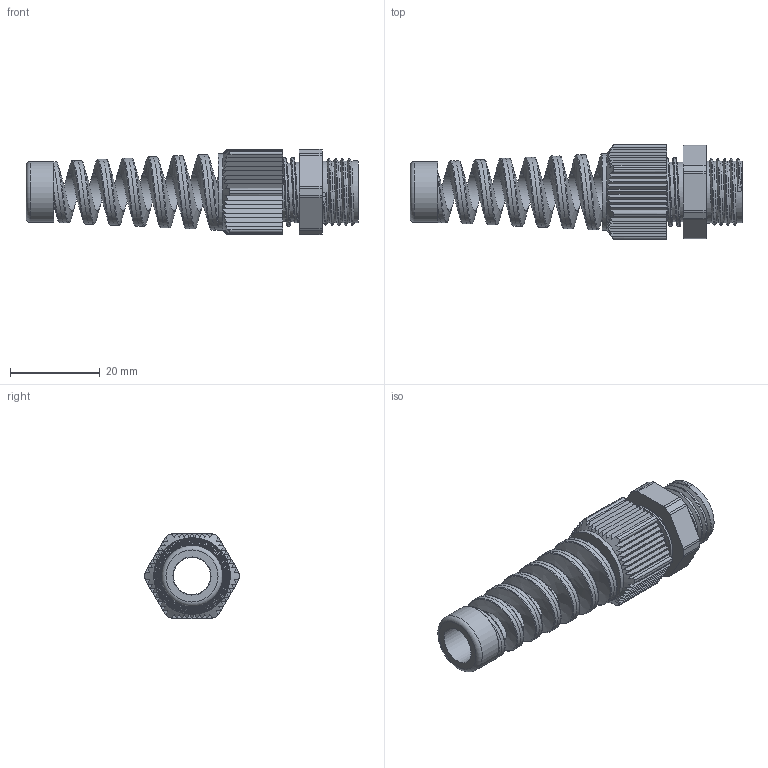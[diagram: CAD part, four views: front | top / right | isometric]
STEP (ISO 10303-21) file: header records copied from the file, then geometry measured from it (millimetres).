
FILE_DESCRIPTION(/* description */ ('Euro-Top-BS PG9'),/* implementation_level */ '2;1');
FILE_NAME(/* name */ '12380409-RST.stp',/* time_stamp */ '2022-01-31T13:54:46+01:00',/* author */ ('sl'),/* organization */ (''),/* preprocessor_version */ 'ST-DEVELOPER v16.5',/* originating_system */ 'Autodesk Inventor 2017',/* authorisation */ '');
FILE_SCHEMA (('AUTOMOTIVE_DESIGN { 1 0 10303 214 3 1 1 }'));
Length unit declared in the file: millimetre
Products named in the file (7): 12380409; 12380409_1; 12380409_2; 12380409_3; 12380409_4; 12380409_5; 11380409
Assembly tree (6 placements, depth 3):
  12380409
    12380409_1
    12380409_2
      12380409_3
      12380409_4
      12380409_5
    11380409
Bounding box: 74 x 21.06 x 19 mm (x, y, z)
Volume: 7704.6 mm3; surface area: 11110.5 mm2
Topology: 6 solids, 6 shells, 382 faces, 1017 edges, 650 vertices
Faces by surface type: plane 197, cylinder 113, bspline 44, torus 19, cone 9
Full cylindrical faces by diameter (mm): 8.3 x1, 8.5 x2, 8.63 x1, 10.07 x1, 10.6 x1, 10.9 x1, 13.6 x1, 15.88 x5, 17.071 x1
Entity records: 19717 total; most frequent: CARTESIAN_POINT 10722, ORIENTED_EDGE 1946, DIRECTION 1726, EDGE_CURVE 973, AXIS2_PLACEMENT_3D 648, VERTEX_POINT 635, LINE 430, VECTOR 430
